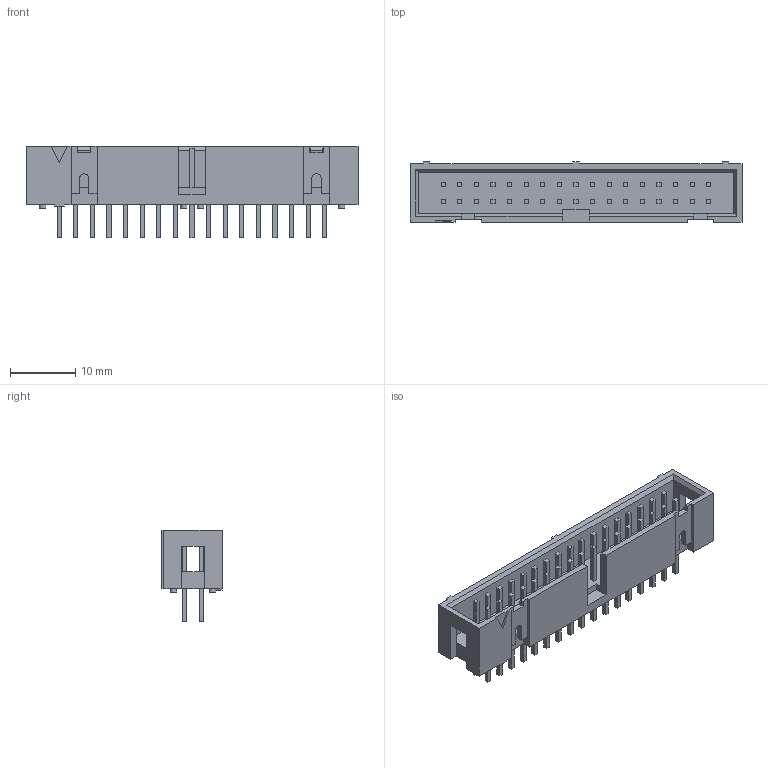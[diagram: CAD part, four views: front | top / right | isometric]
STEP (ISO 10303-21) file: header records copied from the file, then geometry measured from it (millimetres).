
FILE_DESCRIPTION(/* description */ (''),/* implementation_level */ '2;1');
FILE_NAME(/* name */ '100678105ugm000_a.stp',/* time_stamp */ '2016-09-09T12:12:41+02:00',/* author */ (''),/* organization */ (''),/* preprocessor_version */ 'ST-DEVELOPER v16',/* originating_system */ 'SIEMENS PLM Software NX 10.0',/* authorisation */ '');
FILE_SCHEMA (('AUTOMOTIVE_DESIGN { 1 0 10303 214 3 1 1 1 }'));
Length unit declared in the file: millimetre
Products named in the file (1): 100678105ugm000_a
Bounding box: 50.8 x 9.2 x 13.95 mm (x, y, z)
Volume: 2091.3 mm3; surface area: 3585.4 mm2
Topology: 1 solids, 1 shells, 429 faces, 1071 edges, 710 vertices
Faces by surface type: plane 421, cylinder 8
Full cylindrical faces by diameter (mm): 1 x6
Entity records: 14904 total; most frequent: CARTESIAN_POINT 2205, ORIENTED_EDGE 2130, DIRECTION 1941, EDGE_CURVE 1065, LINE 1049, VECTOR 1049, VERTEX_POINT 710, EDGE_LOOP 509
